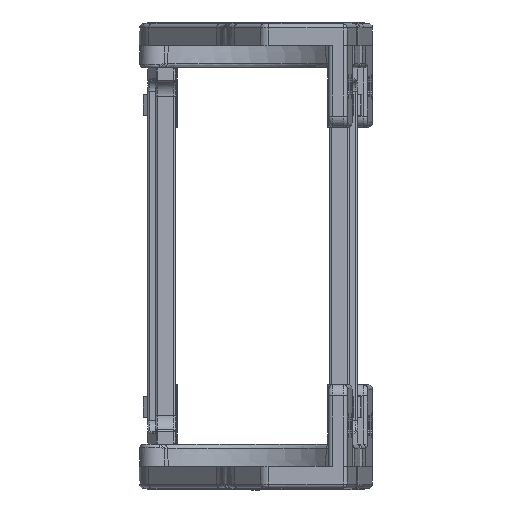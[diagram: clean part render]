
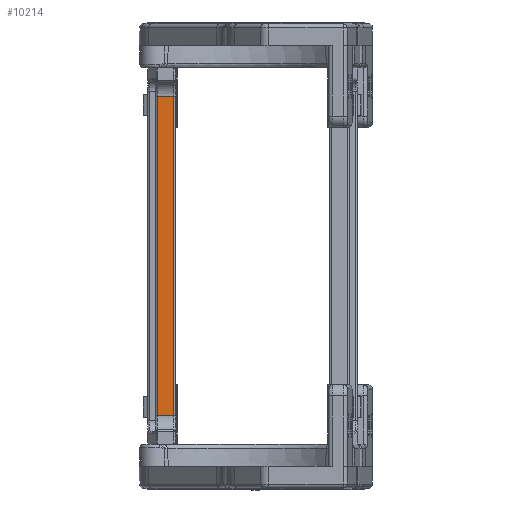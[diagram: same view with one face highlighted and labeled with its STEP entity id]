
A CAD part, left-side view. The second image highlights one B-rep face of the part: STEP entity #10214.
In plain terms, the highlighted planar face has unit normal (-1, 0, 0).
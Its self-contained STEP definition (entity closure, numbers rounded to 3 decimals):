
#3910 = LINE ( 'NONE', #91956, #57432 ) ;
#4753 = VERTEX_POINT ( 'NONE', #96618 ) ;
#5055 = VERTEX_POINT ( 'NONE', #23069 ) ;
#10214 = ADVANCED_FACE ( 'NONE', ( #42956 ), #33815, .T. ) ;
#18514 = DIRECTION ( 'NONE',  ( -1., 0., 0. ) ) ;
#20837 = EDGE_CURVE ( 'NONE', #89302, #69757, #75927, .T. ) ;
#21121 = CARTESIAN_POINT ( 'NONE',  ( -141.824, 193.216, 93.147 ) ) ;
#22363 = DIRECTION ( 'NONE',  ( 0., 0., -1. ) ) ;
#23069 = CARTESIAN_POINT ( 'NONE',  ( -141.824, 197.704, 6.147 ) ) ;
#23446 = DIRECTION ( 'NONE',  ( 0., 1., 0. ) ) ;
#25507 = EDGE_LOOP ( 'NONE', ( #72991, #33404, #78170, #44327 ) ) ;
#28248 = EDGE_CURVE ( 'NONE', #4753, #5055, #59994, .T. ) ;
#28880 = VECTOR ( 'NONE', #40951, 1000. ) ;
#33404 = ORIENTED_EDGE ( 'NONE', *, *, #80017, .F. ) ;
#33815 = PLANE ( 'NONE',  #65813 ) ;
#36062 = LINE ( 'NONE', #86559, #28880 ) ;
#39740 = VECTOR ( 'NONE', #22363, 1000. ) ;
#40951 = DIRECTION ( 'NONE',  ( 0., 1., 0. ) ) ;
#42751 = EDGE_CURVE ( 'NONE', #69757, #4753, #36062, .T. ) ;
#42956 = FACE_OUTER_BOUND ( 'NONE', #25507, .T. ) ;
#44327 = ORIENTED_EDGE ( 'NONE', *, *, #42751, .T. ) ;
#57432 = VECTOR ( 'NONE', #23446, 1000. ) ;
#59054 = DIRECTION ( 'NONE',  ( 0., 0., 1. ) ) ;
#59459 = CARTESIAN_POINT ( 'NONE',  ( -141.824, 193.216, 6.147 ) ) ;
#59994 = LINE ( 'NONE', #98213, #39740 ) ;
#65813 = AXIS2_PLACEMENT_3D ( 'NONE', #87699, #18514, #95008 ) ;
#69757 = VERTEX_POINT ( 'NONE', #95570 ) ;
#72991 = ORIENTED_EDGE ( 'NONE', *, *, #28248, .T. ) ;
#75927 = LINE ( 'NONE', #21121, #87833 ) ;
#78170 = ORIENTED_EDGE ( 'NONE', *, *, #20837, .T. ) ;
#80017 = EDGE_CURVE ( 'NONE', #89302, #5055, #3910, .T. ) ;
#86559 = CARTESIAN_POINT ( 'NONE',  ( -141.824, 98.254, 92.347 ) ) ;
#87699 = CARTESIAN_POINT ( 'NONE',  ( -141.824, 98.254, -1.203 ) ) ;
#87833 = VECTOR ( 'NONE', #59054, 1000. ) ;
#89302 = VERTEX_POINT ( 'NONE', #59459 ) ;
#91956 = CARTESIAN_POINT ( 'NONE',  ( -141.824, 98.254, 6.147 ) ) ;
#95008 = DIRECTION ( 'NONE',  ( 0., 0., 1. ) ) ;
#95570 = CARTESIAN_POINT ( 'NONE',  ( -141.824, 193.216, 92.347 ) ) ;
#96618 = CARTESIAN_POINT ( 'NONE',  ( -141.824, 197.704, 92.347 ) ) ;
#98213 = CARTESIAN_POINT ( 'NONE',  ( -141.824, 197.704, -1.203 ) ) ;
